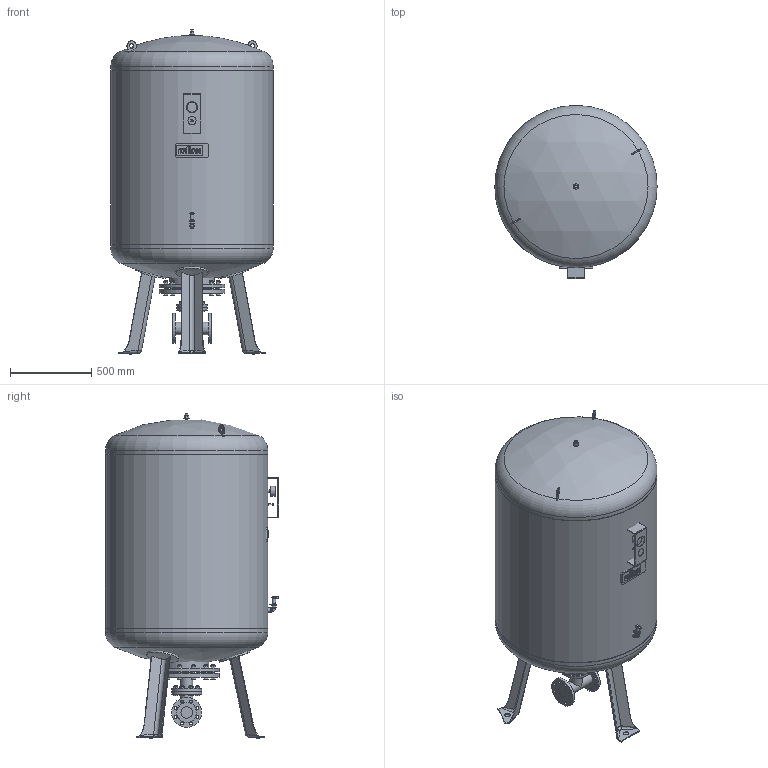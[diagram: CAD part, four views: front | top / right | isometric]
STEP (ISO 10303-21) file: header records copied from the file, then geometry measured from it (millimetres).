
FILE_DESCRIPTION(/* description */ (''),/* implementation_level */ '2;1');
FILE_NAME(/* name */ '3d_RefixDT1000(1000mm)_16bar-7320205.stp',/* time_stamp */ '2017-08-16T11:31:56+02:00',/* author */ ('Andrzej'),/* organization */ (''),/* preprocessor_version */ 'ST-DEVELOPER v15.5',/* originating_system */ 'AutoCAD Mechanical',/* authorisation */ '');
FILE_SCHEMA (('AUTOMOTIVE_DESIGN { 1 0 10303 214 3 1 1 }'));
Length unit declared in the file: millimetre
Products named in the file (1): Product
Bounding box: 1000 x 1066 x 2000.83 mm (x, y, z)
Volume: 1092743441.8 mm3; surface area: 10701887.6 mm2
Topology: 36 solids, 36 shells, 842 faces, 2044 edges, 1354 vertices
Faces by surface type: plane 541, cylinder 212, cone 47, bspline 19, sphere 18, torus 5
Full cylindrical faces by diameter (mm): 8 x1, 10 x2, 14 x1, 16 x42, 18 x32, 18.5 x1, 20 x3, 24 x1, 26 x2, 28 x2, 30 x2, 34 x1, 50 x1, 60.5 x1, 69 x1, 70.3 x4, 76.1 x3, 185 x4, 260.4 x1, 273 x1, 405 x2, 1000 x3
Entity records: 29851 total; most frequent: CARTESIAN_POINT 10303, DIRECTION 3968, ORIENTED_EDGE 3734, EDGE_CURVE 1867, AXIS2_PLACEMENT_3D 1381, VERTEX_POINT 1328, LINE 1206, VECTOR 1206
